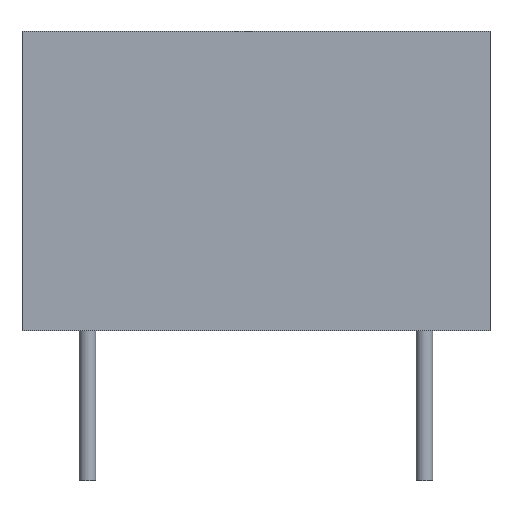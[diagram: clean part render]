
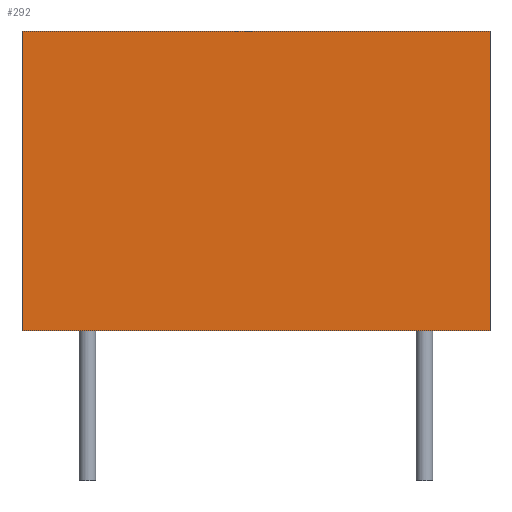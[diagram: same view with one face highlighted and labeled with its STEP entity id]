
A CAD part, front view. The second image highlights one B-rep face of the part: STEP entity #292.
In plain terms, the highlighted planar face has unit normal (0, -1, 0).
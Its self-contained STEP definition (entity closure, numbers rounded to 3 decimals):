
#36=FACE_OUTER_BOUND('',#60,.T.);
#60=EDGE_LOOP('',(#203,#204,#205,#206));
#86=LINE('',#470,#114);
#87=LINE('',#473,#115);
#88=LINE('',#475,#116);
#89=LINE('',#476,#117);
#114=VECTOR('',#374,10.);
#115=VECTOR('',#377,10.);
#116=VECTOR('',#378,10.);
#117=VECTOR('',#379,10.);
#140=VERTEX_POINT('',#464);
#142=VERTEX_POINT('',#468);
#143=VERTEX_POINT('',#472);
#144=VERTEX_POINT('',#474);
#166=EDGE_CURVE('',#140,#142,#86,.T.);
#167=EDGE_CURVE('',#140,#143,#87,.T.);
#168=EDGE_CURVE('',#144,#142,#88,.T.);
#169=EDGE_CURVE('',#143,#144,#89,.T.);
#203=ORIENTED_EDGE('',*,*,#167,.F.);
#204=ORIENTED_EDGE('',*,*,#166,.T.);
#205=ORIENTED_EDGE('',*,*,#168,.F.);
#206=ORIENTED_EDGE('',*,*,#169,.F.);
#272=PLANE('',#336);
#292=ADVANCED_FACE('',(#36),#272,.T.);
#336=AXIS2_PLACEMENT_3D('',#471,#375,#376);
#374=DIRECTION('',(0.,0.,1.));
#375=DIRECTION('center_axis',(0.,-1.,0.));
#376=DIRECTION('ref_axis',(1.,0.,0.));
#377=DIRECTION('',(-1.,0.,0.));
#378=DIRECTION('',(1.,0.,0.));
#379=DIRECTION('',(0.,0.,1.));
#464=CARTESIAN_POINT('',(6.25,-3.75,0.));
#468=CARTESIAN_POINT('',(6.25,-3.75,8.));
#470=CARTESIAN_POINT('',(6.25,-3.75,0.));
#471=CARTESIAN_POINT('Origin',(-6.25,-3.75,0.));
#472=CARTESIAN_POINT('',(-6.25,-3.75,0.));
#473=CARTESIAN_POINT('',(6.25,-3.75,0.));
#474=CARTESIAN_POINT('',(-6.25,-3.75,8.));
#475=CARTESIAN_POINT('',(6.25,-3.75,8.));
#476=CARTESIAN_POINT('',(-6.25,-3.75,0.));
